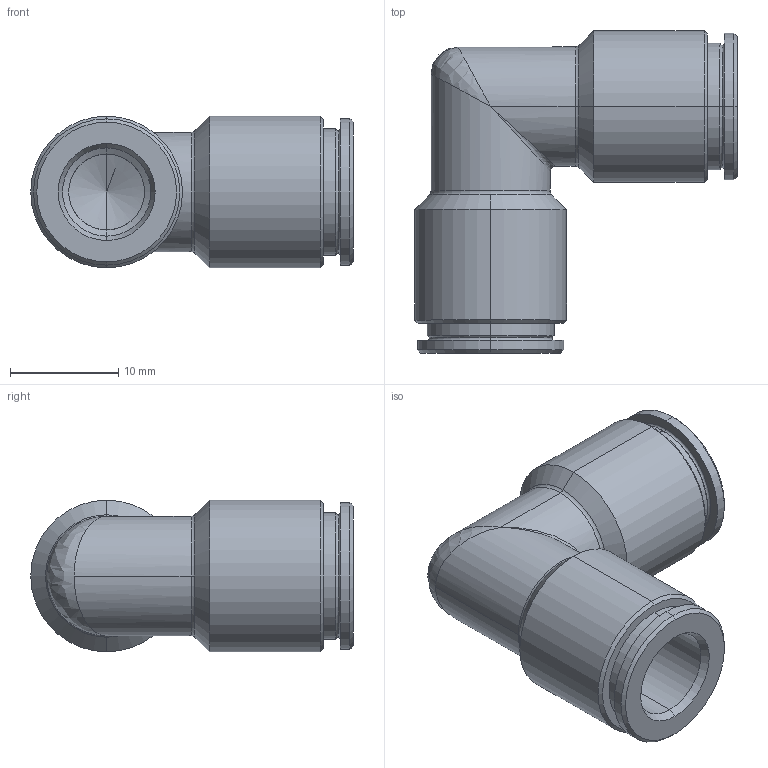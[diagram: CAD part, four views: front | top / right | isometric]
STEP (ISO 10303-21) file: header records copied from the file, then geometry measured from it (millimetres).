
FILE_DESCRIPTION (( 'STEP AP203' ), '1' );
FILE_NAME ('X0180040.STEP', '2010-10-26T14:34:25', ( '' ), ( 'sopra-pneumatic' ), 'SwSTEP 2.0', 'SolidWorks 2009', '' );
FILE_SCHEMA (( 'CONFIG_CONTROL_DESIGN' ));
Length unit declared in the file: millimetre
Products named in the file (1): X0180040
Bounding box: 29.75 x 29.75 x 14 mm (x, y, z)
Volume: 3498.3 mm3; surface area: 3338.8 mm2
Topology: 1 solids, 1 shells, 74 faces, 157 edges, 81 vertices
Faces by surface type: cylinder 30, cone 24, torus 12, plane 6, bspline 2
Entity records: 2832 total; most frequent: CARTESIAN_POINT 1202, DIRECTION 368, ORIENTED_EDGE 298, AXIS2_PLACEMENT_3D 159, EDGE_CURVE 149, CIRCLE 86, VERTEX_POINT 81, EDGE_LOOP 80
